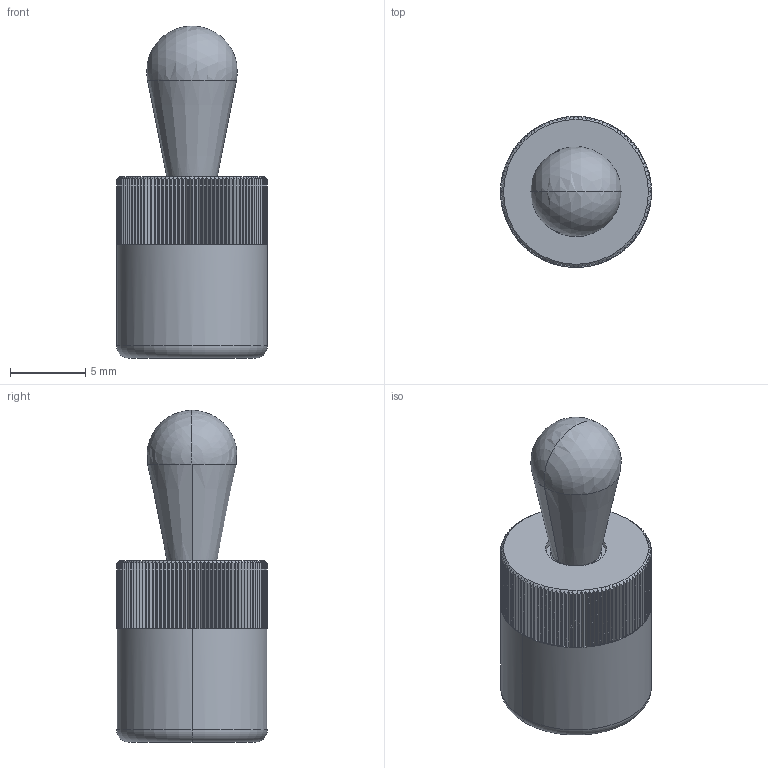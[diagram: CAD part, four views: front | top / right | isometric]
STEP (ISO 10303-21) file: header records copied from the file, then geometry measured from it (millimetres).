
FILE_DESCRIPTION(('STEP AP214'),'1');
FILE_NAME('HALDERN_EH_22150_0165.stp','2017-02-01T10:44:44',('TraceParts'),('TraceParts S.A.'),'Spatial InterOp 3D',' ',' ');
FILE_SCHEMA(('automotive_design'));
Length unit declared in the file: millimetre
Products named in the file (2): EH_22150_0165|_22150.0165 Lateral Plunger (0)2a:1#_22150.0165 Lateral Plunger (0)2a;_22150.0165 Lateral Plunger (0)2a; EH_22150_0165|_22150.0165 Lateral Plunger (0)2b:1#_22150.0165 Lateral Plunger (0)2b;_22150.0165 Lateral Plunger (0)2b
Bounding box: 10 x 10 x 22 mm (x, y, z)
Volume: 1110.9 mm3; surface area: 798.4 mm2
Topology: 2 solids, 2 shells, 353 faces, 1037 edges, 686 vertices
Faces by surface type: plane 335, cylinder 6, torus 6, cone 4, sphere 2
Entity records: 14347 total; most frequent: CARTESIAN_POINT 2514, ORIENTED_EDGE 2066, DIRECTION 1776, EDGE_CURVE 1033, VERTEX_POINT 686, AXIS2_PLACEMENT_3D 608, LINE 560, VECTOR 560
